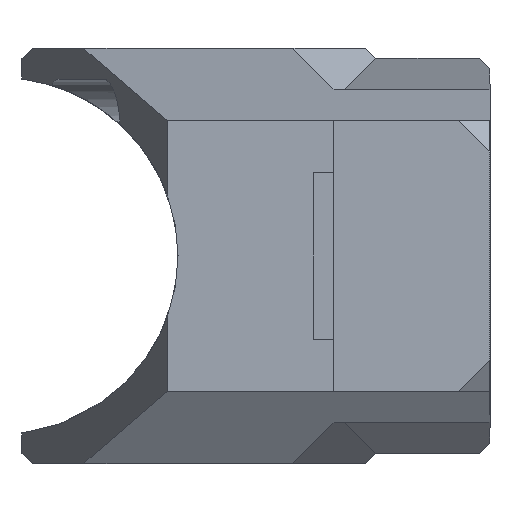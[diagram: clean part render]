
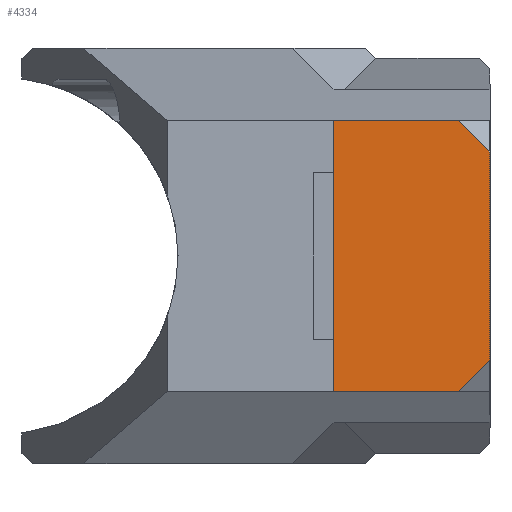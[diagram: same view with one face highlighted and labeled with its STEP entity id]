
A CAD part, left-side view. The second image highlights one B-rep face of the part: STEP entity #4334.
In plain terms, the highlighted planar face has unit normal (-1, 0, 0).
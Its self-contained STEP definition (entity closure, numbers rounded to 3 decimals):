
#92 = EDGE_CURVE ( 'NONE', #3577, #2548, #1396, .T. ) ;
#185 = EDGE_CURVE ( 'NONE', #3577, #2133, #5648, .T. ) ;
#242 = VECTOR ( 'NONE', #4914, 1000. ) ;
#248 = DIRECTION ( 'NONE',  ( 0., 0.707, -0.707 ) ) ;
#510 = ORIENTED_EDGE ( 'NONE', *, *, #2605, .F. ) ;
#516 = FACE_OUTER_BOUND ( 'NONE', #4913, .T. ) ;
#566 = CARTESIAN_POINT ( 'NONE',  ( -114.677, -6.184, 33. ) ) ;
#576 = PLANE ( 'NONE',  #1539 ) ;
#634 = DIRECTION ( 'NONE',  ( 0., 1., 0. ) ) ;
#640 = CARTESIAN_POINT ( 'NONE',  ( -114.677, -21.184, 7. ) ) ;
#694 = ORIENTED_EDGE ( 'NONE', *, *, #1537, .F. ) ;
#749 = LINE ( 'NONE', #3690, #5282 ) ;
#952 = CARTESIAN_POINT ( 'NONE',  ( -114.677, -21.184, 10. ) ) ;
#1396 = LINE ( 'NONE', #2282, #5408 ) ;
#1525 = CARTESIAN_POINT ( 'NONE',  ( -114.677, -21.184, 30. ) ) ;
#1537 = EDGE_CURVE ( 'NONE', #5622, #5042, #5477, .T. ) ;
#1538 = CARTESIAN_POINT ( 'NONE',  ( -114.677, -6.184, 0. ) ) ;
#1539 = AXIS2_PLACEMENT_3D ( 'NONE', #2448, #4964, #634 ) ;
#1564 = EDGE_CURVE ( 'NONE', #5042, #2133, #4388, .T. ) ;
#1594 = DIRECTION ( 'NONE',  ( 0., 0., 1. ) ) ;
#2133 = VERTEX_POINT ( 'NONE', #566 ) ;
#2282 = CARTESIAN_POINT ( 'NONE',  ( -114.677, -18.184, 33. ) ) ;
#2368 = VECTOR ( 'NONE', #1594, 1000. ) ;
#2448 = CARTESIAN_POINT ( 'NONE',  ( -114.677, 23.816, 40. ) ) ;
#2548 = VERTEX_POINT ( 'NONE', #1525 ) ;
#2605 = EDGE_CURVE ( 'NONE', #4576, #5622, #749, .T. ) ;
#2785 = LINE ( 'NONE', #4174, #2986 ) ;
#2983 = VECTOR ( 'NONE', #3239, 1000. ) ;
#2986 = VECTOR ( 'NONE', #5222, 1000. ) ;
#3040 = CARTESIAN_POINT ( 'NONE',  ( -114.677, -6.184, 7. ) ) ;
#3239 = DIRECTION ( 'NONE',  ( 0., 1., 0. ) ) ;
#3577 = VERTEX_POINT ( 'NONE', #4244 ) ;
#3659 = ORIENTED_EDGE ( 'NONE', *, *, #92, .F. ) ;
#3690 = CARTESIAN_POINT ( 'NONE',  ( -114.677, -21.184, 10. ) ) ;
#4174 = CARTESIAN_POINT ( 'NONE',  ( -114.677, -21.184, 40. ) ) ;
#4226 = CARTESIAN_POINT ( 'NONE',  ( -114.677, -18.184, 7. ) ) ;
#4244 = CARTESIAN_POINT ( 'NONE',  ( -114.677, -18.184, 33. ) ) ;
#4334 = ADVANCED_FACE ( 'NONE', ( #516 ), #576, .F. ) ;
#4388 = LINE ( 'NONE', #1538, #2368 ) ;
#4503 = EDGE_CURVE ( 'NONE', #2548, #4576, #2785, .T. ) ;
#4524 = ORIENTED_EDGE ( 'NONE', *, *, #1564, .F. ) ;
#4576 = VERTEX_POINT ( 'NONE', #952 ) ;
#4682 = ORIENTED_EDGE ( 'NONE', *, *, #185, .T. ) ;
#4788 = CARTESIAN_POINT ( 'NONE',  ( -114.677, -21.184, 33. ) ) ;
#4913 = EDGE_LOOP ( 'NONE', ( #4682, #4524, #694, #510, #6203, #3659 ) ) ;
#4914 = DIRECTION ( 'NONE',  ( 0., 1., 0. ) ) ;
#4964 = DIRECTION ( 'NONE',  ( 1., 0., 0. ) ) ;
#5042 = VERTEX_POINT ( 'NONE', #3040 ) ;
#5222 = DIRECTION ( 'NONE',  ( 0., 0., -1. ) ) ;
#5248 = DIRECTION ( 'NONE',  ( 0., -0.707, -0.707 ) ) ;
#5282 = VECTOR ( 'NONE', #248, 1000. ) ;
#5408 = VECTOR ( 'NONE', #5248, 1000. ) ;
#5477 = LINE ( 'NONE', #640, #242 ) ;
#5622 = VERTEX_POINT ( 'NONE', #4226 ) ;
#5648 = LINE ( 'NONE', #4788, #2983 ) ;
#6203 = ORIENTED_EDGE ( 'NONE', *, *, #4503, .F. ) ;
